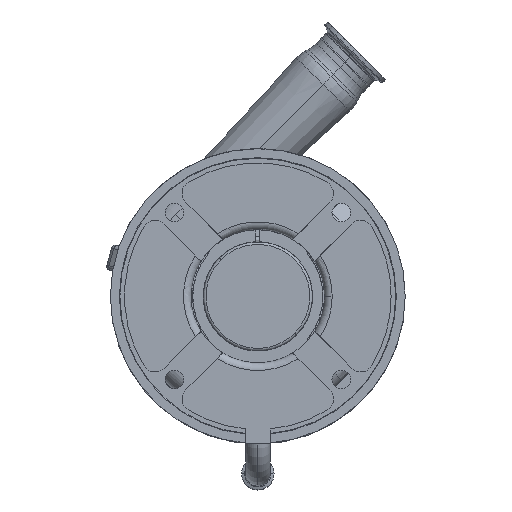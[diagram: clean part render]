
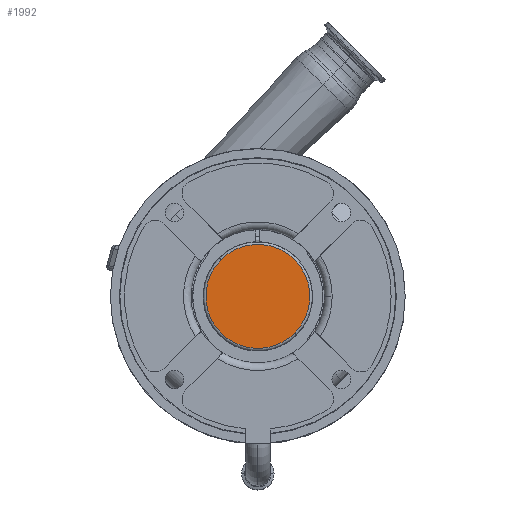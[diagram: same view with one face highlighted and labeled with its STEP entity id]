
A CAD part, top view. The second image highlights one B-rep face of the part: STEP entity #1992.
In plain terms, the highlighted planar face has unit normal (0, 0, 1).
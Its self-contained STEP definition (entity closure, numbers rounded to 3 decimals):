
#129 = CIRCLE ( 'NONE', #15850, 40.552 ) ;
#770 = EDGE_CURVE ( 'NONE', #18062, #9749, #8719, .T. ) ;
#777 = PLANE ( 'NONE',  #1408 ) ;
#1408 = AXIS2_PLACEMENT_3D ( 'NONE', #2426, #8877, #5589 ) ;
#1493 = CARTESIAN_POINT ( 'NONE',  ( 0., 0., 65. ) ) ;
#1992 = ADVANCED_FACE ( 'NONE', ( #10428 ), #777, .F. ) ;
#2426 = CARTESIAN_POINT ( 'NONE',  ( 0., 0., 65. ) ) ;
#3281 = EDGE_LOOP ( 'NONE', ( #18499, #4475 ) ) ;
#4475 = ORIENTED_EDGE ( 'NONE', *, *, #770, .T. ) ;
#4763 = DIRECTION ( 'NONE',  ( -0.707, 0.707, 0. ) ) ;
#4826 = CARTESIAN_POINT ( 'NONE',  ( 28.674, -28.674, 65. ) ) ;
#5124 = DIRECTION ( 'NONE',  ( 0., 0., 1. ) ) ;
#5589 = DIRECTION ( 'NONE',  ( -0.707, 0.707, 0. ) ) ;
#6546 = DIRECTION ( 'NONE',  ( -0.707, 0.707, 0. ) ) ;
#8719 = CIRCLE ( 'NONE', #9377, 40.552 ) ;
#8877 = DIRECTION ( 'NONE',  ( 0., 0., -1. ) ) ;
#9377 = AXIS2_PLACEMENT_3D ( 'NONE', #1493, #15426, #4763 ) ;
#9749 = VERTEX_POINT ( 'NONE', #14766 ) ;
#10215 = CARTESIAN_POINT ( 'NONE',  ( 0., 0., 65. ) ) ;
#10428 = FACE_OUTER_BOUND ( 'NONE', #3281, .T. ) ;
#11677 = EDGE_CURVE ( 'NONE', #9749, #18062, #129, .T. ) ;
#14766 = CARTESIAN_POINT ( 'NONE',  ( -28.674, 28.674, 65. ) ) ;
#15426 = DIRECTION ( 'NONE',  ( 0., 0., 1. ) ) ;
#15850 = AXIS2_PLACEMENT_3D ( 'NONE', #10215, #5124, #6546 ) ;
#18062 = VERTEX_POINT ( 'NONE', #4826 ) ;
#18499 = ORIENTED_EDGE ( 'NONE', *, *, #11677, .T. ) ;
